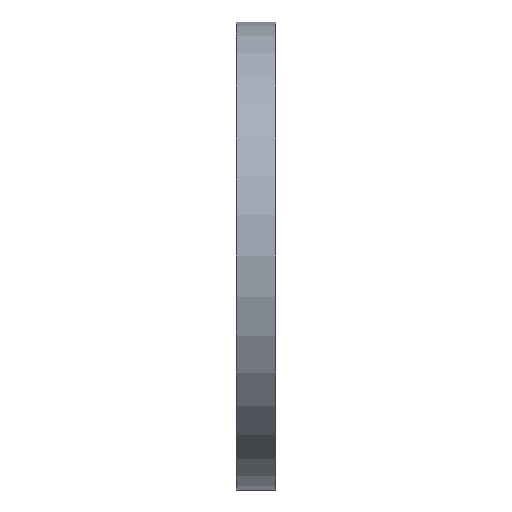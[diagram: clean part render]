
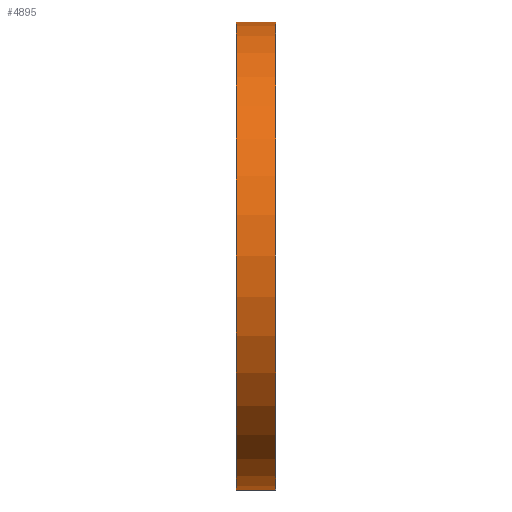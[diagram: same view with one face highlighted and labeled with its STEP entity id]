
A CAD part, left-side view. The second image highlights one B-rep face of the part: STEP entity #4895.
In plain terms, the highlighted cylindrical face has radius 60 mm (diameter 120 mm), a partial arc.
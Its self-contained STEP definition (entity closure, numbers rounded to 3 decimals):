
#180 = FACE_OUTER_BOUND ( 'NONE', #3428, .T. ) ;
#254 = VERTEX_POINT ( 'NONE', #13725 ) ;
#1035 = VECTOR ( 'NONE', #9368, 1000. ) ;
#1224 = ORIENTED_EDGE ( 'NONE', *, *, #4715, .T. ) ;
#1830 = AXIS2_PLACEMENT_3D ( 'NONE', #8823, #7730, #10994 ) ;
#2026 = CARTESIAN_POINT ( 'NONE',  ( 0., 10., 60. ) ) ;
#2291 = DIRECTION ( 'NONE',  ( 0., 0., -1. ) ) ;
#2735 = CARTESIAN_POINT ( 'NONE',  ( 0., 0., 60. ) ) ;
#3244 = DIRECTION ( 'NONE',  ( 0., -1., 0. ) ) ;
#3428 = EDGE_LOOP ( 'NONE', ( #12589, #6756, #1224, #4001 ) ) ;
#4001 = ORIENTED_EDGE ( 'NONE', *, *, #13789, .T. ) ;
#4212 = VERTEX_POINT ( 'NONE', #7316 ) ;
#4328 = EDGE_CURVE ( 'NONE', #254, #8135, #8997, .T. ) ;
#4574 = VERTEX_POINT ( 'NONE', #2735 ) ;
#4585 = CARTESIAN_POINT ( 'NONE',  ( 0., 10., 60. ) ) ;
#4715 = EDGE_CURVE ( 'NONE', #254, #4212, #7806, .T. ) ;
#4895 = ADVANCED_FACE ( 'NONE', ( #180 ), #12890, .T. ) ;
#6575 = CARTESIAN_POINT ( 'NONE',  ( 0., 10., 0. ) ) ;
#6756 = ORIENTED_EDGE ( 'NONE', *, *, #4328, .F. ) ;
#6782 = DIRECTION ( 'NONE',  ( 0., 1., 0. ) ) ;
#7316 = CARTESIAN_POINT ( 'NONE',  ( 0., 0., -60. ) ) ;
#7485 = CIRCLE ( 'NONE', #1830, 60. ) ;
#7730 = DIRECTION ( 'NONE',  ( 0., 1., 0. ) ) ;
#7806 = LINE ( 'NONE', #13791, #1035 ) ;
#8135 = VERTEX_POINT ( 'NONE', #2026 ) ;
#8715 = AXIS2_PLACEMENT_3D ( 'NONE', #6575, #3244, #2291 ) ;
#8823 = CARTESIAN_POINT ( 'NONE',  ( 0., 0., 0. ) ) ;
#8997 = CIRCLE ( 'NONE', #13916, 60. ) ;
#9368 = DIRECTION ( 'NONE',  ( 0., -1., 0. ) ) ;
#10994 = DIRECTION ( 'NONE',  ( 0., 0., 1. ) ) ;
#11250 = DIRECTION ( 'NONE',  ( 0., -1., 0. ) ) ;
#11936 = VECTOR ( 'NONE', #11250, 1000. ) ;
#12061 = CARTESIAN_POINT ( 'NONE',  ( 0., 10., 0. ) ) ;
#12156 = DIRECTION ( 'NONE',  ( 0., 0., 1. ) ) ;
#12243 = EDGE_CURVE ( 'NONE', #8135, #4574, #12787, .T. ) ;
#12589 = ORIENTED_EDGE ( 'NONE', *, *, #12243, .F. ) ;
#12787 = LINE ( 'NONE', #4585, #11936 ) ;
#12890 = CYLINDRICAL_SURFACE ( 'NONE', #8715, 60. ) ;
#13725 = CARTESIAN_POINT ( 'NONE',  ( 0., 10., -60. ) ) ;
#13789 = EDGE_CURVE ( 'NONE', #4212, #4574, #7485, .T. ) ;
#13791 = CARTESIAN_POINT ( 'NONE',  ( 0., 10., -60. ) ) ;
#13916 = AXIS2_PLACEMENT_3D ( 'NONE', #12061, #6782, #12156 ) ;
